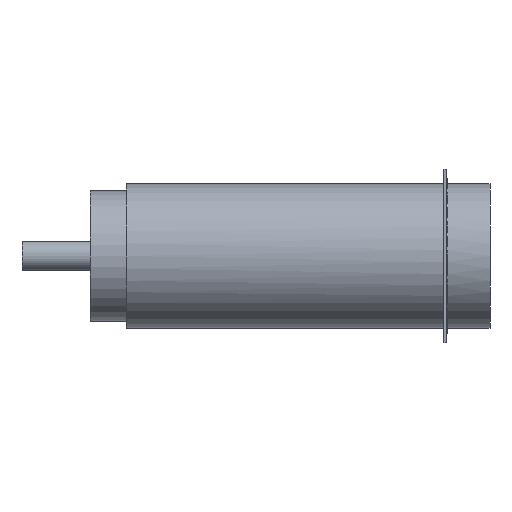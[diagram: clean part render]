
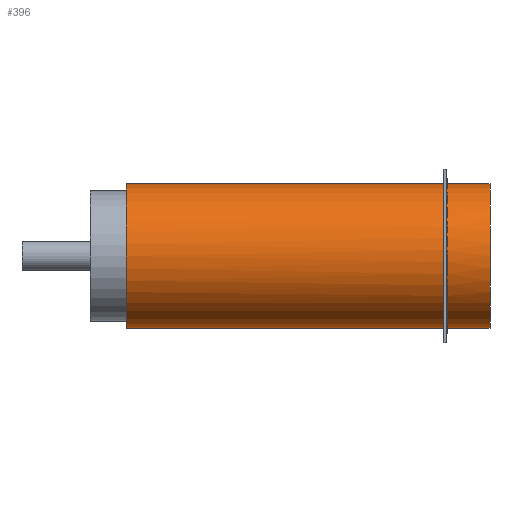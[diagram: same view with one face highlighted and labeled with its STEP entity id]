
A CAD part, front view. The second image highlights one B-rep face of the part: STEP entity #396.
In plain terms, the highlighted cylindrical face has radius 5 mm (diameter 10 mm), a partial arc.
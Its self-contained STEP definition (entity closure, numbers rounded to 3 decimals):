
#40 = LINE ( 'NONE', #1152, #479 ) ;
#64 = DIRECTION ( 'NONE',  ( 1., 0., 0. ) ) ;
#172 = ORIENTED_EDGE ( 'NONE', *, *, #231, .T. ) ;
#176 = DIRECTION ( 'NONE',  ( 0., 0., -1. ) ) ;
#195 = VECTOR ( 'NONE', #64, 1000. ) ;
#231 = EDGE_CURVE ( 'NONE', #1277, #1347, #822, .T. ) ;
#290 = VERTEX_POINT ( 'NONE', #632 ) ;
#330 = CARTESIAN_POINT ( 'NONE',  ( 0., 0., -5. ) ) ;
#335 = CARTESIAN_POINT ( 'NONE',  ( 29.1, -4.176, 2.75 ) ) ;
#377 = AXIS2_PLACEMENT_3D ( 'NONE', #739, #1669, #1394 ) ;
#378 = DIRECTION ( 'NONE',  ( 0., 0., -1. ) ) ;
#395 = CIRCLE ( 'NONE', #1598, 5. ) ;
#396 = ADVANCED_FACE ( 'NONE', ( #945, #1715 ), #593, .T. ) ;
#410 = ORIENTED_EDGE ( 'NONE', *, *, #651, .F. ) ;
#479 = VECTOR ( 'NONE', #494, 1000. ) ;
#490 = CARTESIAN_POINT ( 'NONE',  ( 32.3, 0., -5. ) ) ;
#494 = DIRECTION ( 'NONE',  ( 1., 0., 0. ) ) ;
#520 = EDGE_LOOP ( 'NONE', ( #410, #1609, #664, #555 ) ) ;
#550 = VERTEX_POINT ( 'NONE', #490 ) ;
#555 = ORIENTED_EDGE ( 'NONE', *, *, #853, .F. ) ;
#586 = CARTESIAN_POINT ( 'NONE',  ( 32.3, 0., 0. ) ) ;
#590 = AXIS2_PLACEMENT_3D ( 'NONE', #1181, #1037, #378 ) ;
#593 = CYLINDRICAL_SURFACE ( 'NONE', #590, 5. ) ;
#598 = CARTESIAN_POINT ( 'NONE',  ( 29.1, 0., 0. ) ) ;
#599 = DIRECTION ( 'NONE',  ( 1., 0., 0. ) ) ;
#602 = EDGE_LOOP ( 'NONE', ( #1175, #1501, #172, #1457 ) ) ;
#611 = CARTESIAN_POINT ( 'NONE',  ( 29.3, 0., 0. ) ) ;
#621 = VERTEX_POINT ( 'NONE', #1521 ) ;
#632 = CARTESIAN_POINT ( 'NONE',  ( 32.3, 0., 5. ) ) ;
#651 = EDGE_CURVE ( 'NONE', #984, #290, #701, .T. ) ;
#664 = ORIENTED_EDGE ( 'NONE', *, *, #859, .T. ) ;
#667 = CARTESIAN_POINT ( 'NONE',  ( 7.2, 0., 5. ) ) ;
#699 = AXIS2_PLACEMENT_3D ( 'NONE', #586, #599, #176 ) ;
#701 = LINE ( 'NONE', #994, #1485 ) ;
#739 = CARTESIAN_POINT ( 'NONE',  ( 7.2, 0., 0. ) ) ;
#747 = VECTOR ( 'NONE', #851, 1000. ) ;
#754 = CARTESIAN_POINT ( 'NONE',  ( 7.2, 0., -5. ) ) ;
#778 = EDGE_CURVE ( 'NONE', #1277, #621, #40, .T. ) ;
#812 = EDGE_CURVE ( 'NONE', #984, #1556, #995, .T. ) ;
#822 = CIRCLE ( 'NONE', #980, 5. ) ;
#851 = DIRECTION ( 'NONE',  ( 1., 0., 0. ) ) ;
#853 = EDGE_CURVE ( 'NONE', #290, #550, #1319, .T. ) ;
#859 = EDGE_CURVE ( 'NONE', #1556, #550, #955, .T. ) ;
#866 = DIRECTION ( 'NONE',  ( 1., 0., 0. ) ) ;
#909 = EDGE_CURVE ( 'NONE', #1347, #1131, #1104, .T. ) ;
#923 = EDGE_CURVE ( 'NONE', #621, #1131, #395, .T. ) ;
#945 = FACE_OUTER_BOUND ( 'NONE', #520, .T. ) ;
#955 = LINE ( 'NONE', #330, #195 ) ;
#980 = AXIS2_PLACEMENT_3D ( 'NONE', #598, #996, #1664 ) ;
#984 = VERTEX_POINT ( 'NONE', #667 ) ;
#994 = CARTESIAN_POINT ( 'NONE',  ( 0., 0., 5. ) ) ;
#995 = CIRCLE ( 'NONE', #377, 5. ) ;
#996 = DIRECTION ( 'NONE',  ( -1., 0., 0. ) ) ;
#1037 = DIRECTION ( 'NONE',  ( 1., 0., 0. ) ) ;
#1104 = LINE ( 'NONE', #335, #747 ) ;
#1131 = VERTEX_POINT ( 'NONE', #1469 ) ;
#1150 = CARTESIAN_POINT ( 'NONE',  ( 29.1, -4.176, 2.75 ) ) ;
#1152 = CARTESIAN_POINT ( 'NONE',  ( 29.1, -4.176, -2.75 ) ) ;
#1175 = ORIENTED_EDGE ( 'NONE', *, *, #923, .F. ) ;
#1181 = CARTESIAN_POINT ( 'NONE',  ( 0., 0., 0. ) ) ;
#1277 = VERTEX_POINT ( 'NONE', #1498 ) ;
#1319 = CIRCLE ( 'NONE', #699, 5. ) ;
#1347 = VERTEX_POINT ( 'NONE', #1150 ) ;
#1394 = DIRECTION ( 'NONE',  ( 0., 0., -1. ) ) ;
#1457 = ORIENTED_EDGE ( 'NONE', *, *, #909, .T. ) ;
#1469 = CARTESIAN_POINT ( 'NONE',  ( 29.3, -4.176, 2.75 ) ) ;
#1485 = VECTOR ( 'NONE', #866, 1000. ) ;
#1498 = CARTESIAN_POINT ( 'NONE',  ( 29.1, -4.176, -2.75 ) ) ;
#1501 = ORIENTED_EDGE ( 'NONE', *, *, #778, .F. ) ;
#1521 = CARTESIAN_POINT ( 'NONE',  ( 29.3, -4.176, -2.75 ) ) ;
#1544 = DIRECTION ( 'NONE',  ( -1., 0., 0. ) ) ;
#1556 = VERTEX_POINT ( 'NONE', #754 ) ;
#1598 = AXIS2_PLACEMENT_3D ( 'NONE', #611, #1544, #1644 ) ;
#1609 = ORIENTED_EDGE ( 'NONE', *, *, #812, .T. ) ;
#1644 = DIRECTION ( 'NONE',  ( 0., 0., -1. ) ) ;
#1664 = DIRECTION ( 'NONE',  ( 0., 0., -1. ) ) ;
#1669 = DIRECTION ( 'NONE',  ( 1., 0., 0. ) ) ;
#1715 = FACE_BOUND ( 'NONE', #602, .T. ) ;
